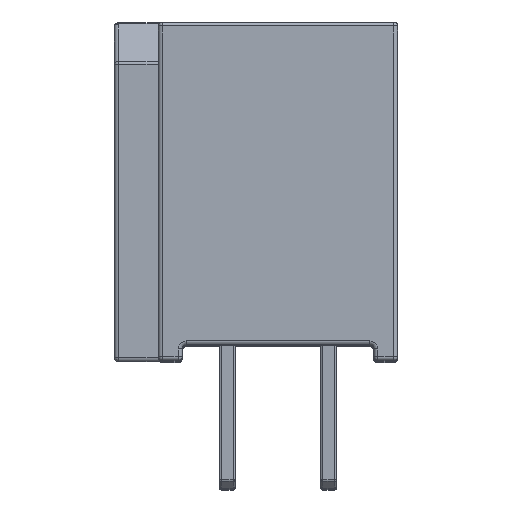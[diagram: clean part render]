
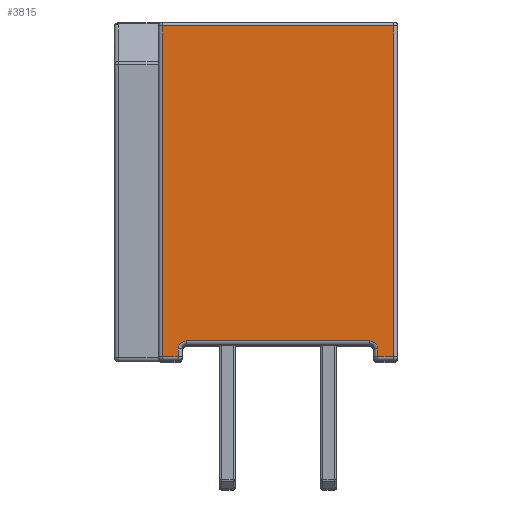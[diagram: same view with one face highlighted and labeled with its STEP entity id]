
A CAD part, top view. The second image highlights one B-rep face of the part: STEP entity #3815.
In plain terms, the highlighted face is planar.
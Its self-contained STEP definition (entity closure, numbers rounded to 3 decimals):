
#72 = CARTESIAN_POINT ( 'NONE',  ( 0., -4.35, -3. ) ) ;
#81 = EDGE_CURVE ( 'NONE', #3961, #3376, #2304, .T. ) ;
#114 = DIRECTION ( 'NONE',  ( 0., -1., 0. ) ) ;
#121 = CARTESIAN_POINT ( 'NONE',  ( 0., -4.15, 2.3 ) ) ;
#155 = CARTESIAN_POINT ( 'NONE',  ( 0., -4.35, 2.9 ) ) ;
#393 = ORIENTED_EDGE ( 'NONE', *, *, #1634, .T. ) ;
#430 = CARTESIAN_POINT ( 'NONE',  ( 0., 0., 0. ) ) ;
#624 = DIRECTION ( 'NONE',  ( 0., 0., -1. ) ) ;
#637 = CARTESIAN_POINT ( 'NONE',  ( 0., -4.35, 0. ) ) ;
#745 = VERTEX_POINT ( 'NONE', #3373 ) ;
#778 = CARTESIAN_POINT ( 'NONE',  ( 0., -4.05, 2.5 ) ) ;
#835 = CARTESIAN_POINT ( 'NONE',  ( 0., -4.35, -2.5 ) ) ;
#868 = DIRECTION ( 'NONE',  ( 0., 0., 1. ) ) ;
#903 = ORIENTED_EDGE ( 'NONE', *, *, #4400, .T. ) ;
#930 = LINE ( 'NONE', #3847, #3558 ) ;
#939 = PLANE ( 'NONE',  #4179 ) ;
#972 = VECTOR ( 'NONE', #5804, 1000. ) ;
#1012 = VECTOR ( 'NONE', #2391, 1000. ) ;
#1033 = CARTESIAN_POINT ( 'NONE',  ( 0., -3.95, 2.3 ) ) ;
#1039 = DIRECTION ( 'NONE',  ( 0., 0., -1. ) ) ;
#1094 = VERTEX_POINT ( 'NONE', #1754 ) ;
#1153 = LINE ( 'NONE', #637, #6304 ) ;
#1185 = VECTOR ( 'NONE', #1039, 1000. ) ;
#1338 = CARTESIAN_POINT ( 'NONE',  ( 0., -3.95, 0. ) ) ;
#1373 = LINE ( 'NONE', #72, #1185 ) ;
#1409 = LINE ( 'NONE', #778, #5050 ) ;
#1453 = DIRECTION ( 'NONE',  ( 1., 0., 0. ) ) ;
#1634 = EDGE_CURVE ( 'NONE', #5985, #745, #3657, .T. ) ;
#1640 = VERTEX_POINT ( 'NONE', #5386 ) ;
#1679 = CIRCLE ( 'NONE', #2495, 0.2 ) ;
#1754 = CARTESIAN_POINT ( 'NONE',  ( 0., 3.95, 2.9 ) ) ;
#1979 = ORIENTED_EDGE ( 'NONE', *, *, #6406, .T. ) ;
#1985 = EDGE_CURVE ( 'NONE', #4441, #3376, #3445, .T. ) ;
#2075 = VECTOR ( 'NONE', #5795, 1000. ) ;
#2092 = ORIENTED_EDGE ( 'NONE', *, *, #1985, .F. ) ;
#2130 = EDGE_CURVE ( 'NONE', #2469, #5820, #1153, .T. ) ;
#2163 = ORIENTED_EDGE ( 'NONE', *, *, #3665, .T. ) ;
#2304 = LINE ( 'NONE', #1338, #972 ) ;
#2316 = VECTOR ( 'NONE', #114, 1000. ) ;
#2391 = DIRECTION ( 'NONE',  ( 0., 1., 0. ) ) ;
#2469 = VERTEX_POINT ( 'NONE', #155 ) ;
#2495 = AXIS2_PLACEMENT_3D ( 'NONE', #121, #3614, #624 ) ;
#2782 = CARTESIAN_POINT ( 'NONE',  ( 0., -4.15, -2.3 ) ) ;
#2793 = DIRECTION ( 'NONE',  ( 0., 1., 0. ) ) ;
#2828 = VERTEX_POINT ( 'NONE', #835 ) ;
#2859 = EDGE_CURVE ( 'NONE', #745, #1094, #930, .T. ) ;
#3279 = DIRECTION ( 'NONE',  ( 0., 0., -1. ) ) ;
#3287 = AXIS2_PLACEMENT_3D ( 'NONE', #2782, #6251, #3279 ) ;
#3359 = CARTESIAN_POINT ( 'NONE',  ( 0., -4.35, 2.5 ) ) ;
#3373 = CARTESIAN_POINT ( 'NONE',  ( 0., 3.95, -2.9 ) ) ;
#3376 = VERTEX_POINT ( 'NONE', #5173 ) ;
#3390 = EDGE_LOOP ( 'NONE', ( #5926, #2163, #5289, #3661, #2092, #3559, #1979, #393, #5525, #903 ) ) ;
#3422 = LINE ( 'NONE', #3790, #2075 ) ;
#3445 = CIRCLE ( 'NONE', #3287, 0.2 ) ;
#3558 = VECTOR ( 'NONE', #868, 1000. ) ;
#3559 = ORIENTED_EDGE ( 'NONE', *, *, #4172, .T. ) ;
#3614 = DIRECTION ( 'NONE',  ( 1., 0., 0. ) ) ;
#3657 = LINE ( 'NONE', #3855, #1012 ) ;
#3661 = ORIENTED_EDGE ( 'NONE', *, *, #81, .T. ) ;
#3665 = EDGE_CURVE ( 'NONE', #5820, #1640, #1409, .T. ) ;
#3790 = CARTESIAN_POINT ( 'NONE',  ( 0., -4.45, -2.5 ) ) ;
#3815 = ADVANCED_FACE ( 'NONE', ( #5577 ), #939, .T. ) ;
#3847 = CARTESIAN_POINT ( 'NONE',  ( 0., 3.95, 0. ) ) ;
#3855 = CARTESIAN_POINT ( 'NONE',  ( 0., 0., -2.9 ) ) ;
#3961 = VERTEX_POINT ( 'NONE', #1033 ) ;
#4172 = EDGE_CURVE ( 'NONE', #4441, #2828, #3422, .T. ) ;
#4179 = AXIS2_PLACEMENT_3D ( 'NONE', #430, #1453, #4937 ) ;
#4400 = EDGE_CURVE ( 'NONE', #1094, #2469, #5124, .T. ) ;
#4441 = VERTEX_POINT ( 'NONE', #4646 ) ;
#4646 = CARTESIAN_POINT ( 'NONE',  ( 0., -4.15, -2.5 ) ) ;
#4937 = DIRECTION ( 'NONE',  ( 0., 0., -1. ) ) ;
#5050 = VECTOR ( 'NONE', #2793, 1000. ) ;
#5124 = LINE ( 'NONE', #6083, #2316 ) ;
#5155 = DIRECTION ( 'NONE',  ( 0., 0., -1. ) ) ;
#5173 = CARTESIAN_POINT ( 'NONE',  ( 0., -3.95, -2.3 ) ) ;
#5289 = ORIENTED_EDGE ( 'NONE', *, *, #5888, .F. ) ;
#5386 = CARTESIAN_POINT ( 'NONE',  ( 0., -4.15, 2.5 ) ) ;
#5525 = ORIENTED_EDGE ( 'NONE', *, *, #2859, .T. ) ;
#5577 = FACE_OUTER_BOUND ( 'NONE', #3390, .T. ) ;
#5795 = DIRECTION ( 'NONE',  ( 0., -1., 0. ) ) ;
#5804 = DIRECTION ( 'NONE',  ( 0., 0., -1. ) ) ;
#5820 = VERTEX_POINT ( 'NONE', #3359 ) ;
#5888 = EDGE_CURVE ( 'NONE', #3961, #1640, #1679, .T. ) ;
#5926 = ORIENTED_EDGE ( 'NONE', *, *, #2130, .T. ) ;
#5985 = VERTEX_POINT ( 'NONE', #6153 ) ;
#6083 = CARTESIAN_POINT ( 'NONE',  ( 0., 0., 2.9 ) ) ;
#6153 = CARTESIAN_POINT ( 'NONE',  ( 0., -4.35, -2.9 ) ) ;
#6251 = DIRECTION ( 'NONE',  ( 1., 0., 0. ) ) ;
#6304 = VECTOR ( 'NONE', #5155, 1000. ) ;
#6406 = EDGE_CURVE ( 'NONE', #2828, #5985, #1373, .T. ) ;
